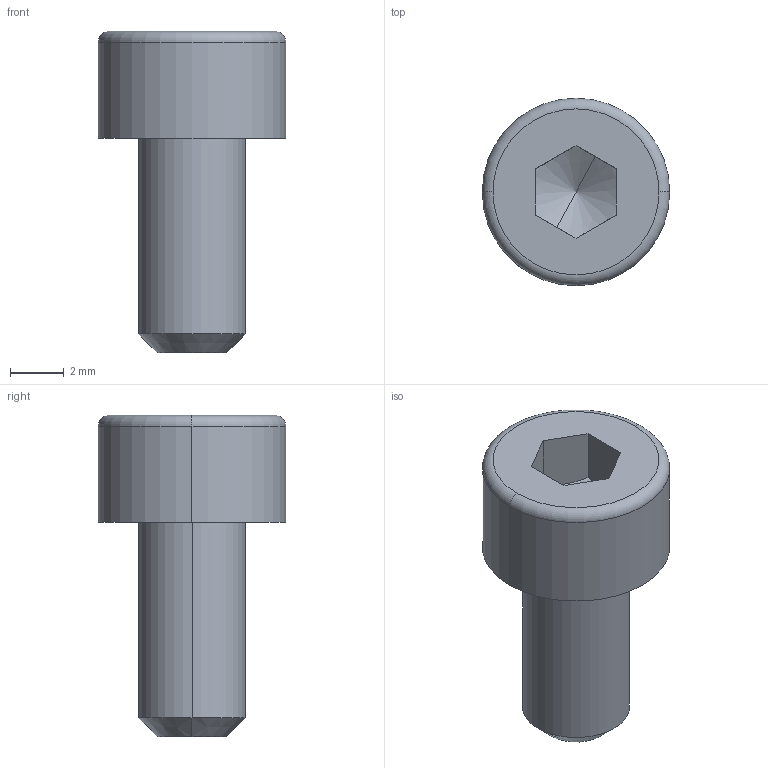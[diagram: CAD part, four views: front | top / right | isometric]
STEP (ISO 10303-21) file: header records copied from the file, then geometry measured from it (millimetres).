
FILE_DESCRIPTION(('CATIA V5 STEP Exchange','CAx-IF Rec.Pracs.--- Model Styling and Organization---1.5--- 2016-08-15','CAx-IF Rec.Pracs.---Supplemental Geometry---1.0---2011-11-01','CAx-IF Rec.Pracs.--- Composite Materials ---1.1---2010-07-15'),'2;1');
FILE_NAME ('1173458-1_0_2708610000_2708610000.stp','2024-06-14T12:36:28+00:00',('none'),('Weidmueller'),'CATIA Version 5-6 Release 2022 SP4 HF5','CATIA V5 STEP AP214 v3','none');
FILE_SCHEMA(('AUTOMOTIVE_DESIGN { 1 0 10303 214 1 1 1 1 }'));
Length unit declared in the file: millimetre
Products named in the file (1): DIN 912 M4x8
Bounding box: 7 x 7 x 12 mm (x, y, z)
Volume: 232.4 mm3; surface area: 278.7 mm2
Topology: 1 solids, 1 shells, 19 faces, 44 edges, 27 vertices
Faces by surface type: plane 9, cone 4, cylinder 4, torus 2
Entity records: 540 total; most frequent: CARTESIAN_POINT 124, ORIENTED_EDGE 84, DIRECTION 66, EDGE_CURVE 42, AXIS2_PLACEMENT_3D 31, VERTEX_POINT 27, EDGE_LOOP 21, VECTOR 20
